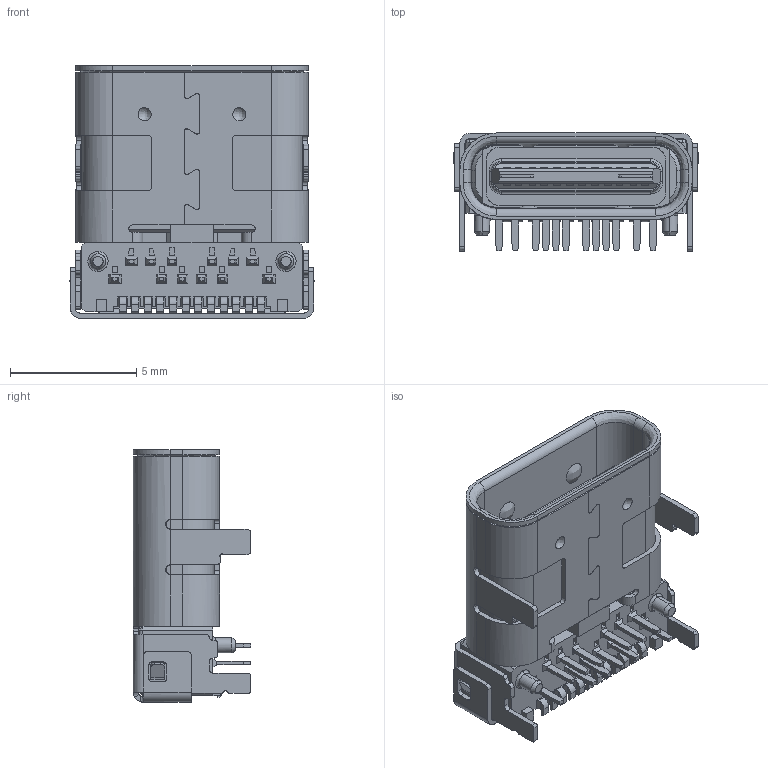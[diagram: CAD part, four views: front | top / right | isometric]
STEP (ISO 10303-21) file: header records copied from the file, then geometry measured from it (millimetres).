
FILE_DESCRIPTION(('STEP AP242'),'1');
FILE_NAME('usb4055-30-a.stp','2022-10-30T18:53:05',('TraceParts'),('TraceParts S.A.'),'Spatial InterOp 3D',' ',' ');
FILE_SCHEMA(('AP242_MANAGED_MODEL_BASED_3D_ENGINEERING_MIM_LF {1 0 10303 442 1 1 4}'));
Length unit declared in the file: millimetre
Products named in the file (1): usb4055-30-a
Bounding box: 9.71 x 4.66 x 10 mm (x, y, z)
Volume: 174.1 mm3; surface area: 1051.8 mm2
Topology: 1 solids, 75 shells, 1785 faces, 4616 edges, 3002 vertices
Faces by surface type: plane 1393, cylinder 298, bspline 58, cone 36
Entity records: 71241 total; most frequent: CARTESIAN_POINT 14501, ORIENTED_EDGE 9224, DIRECTION 7826, EDGE_CURVE 4612, LINE 3726, VECTOR 3726, VERTEX_POINT 3002, AXIS2_PLACEMENT_3D 2050
